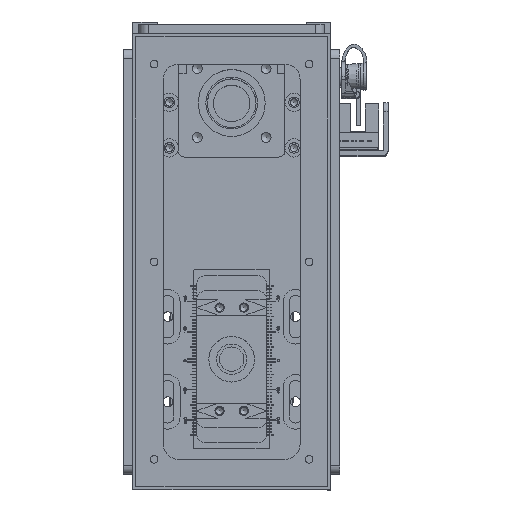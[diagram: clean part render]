
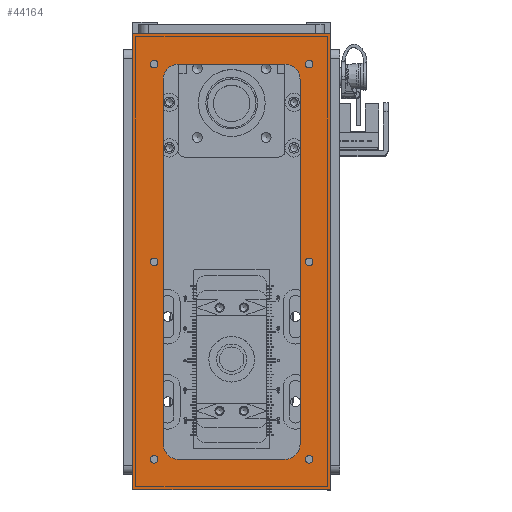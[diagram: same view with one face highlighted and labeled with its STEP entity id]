
A CAD part, top view. The second image highlights one B-rep face of the part: STEP entity #44164.
In plain terms, the highlighted planar face has unit normal (0, 0, 1).
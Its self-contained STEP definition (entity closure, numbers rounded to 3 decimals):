
#1459=FACE_BOUND('',#8434,.T.);
#1460=FACE_BOUND('',#8435,.T.);
#1461=FACE_BOUND('',#8436,.T.);
#1462=FACE_BOUND('',#8437,.T.);
#1463=FACE_BOUND('',#8438,.T.);
#1464=FACE_BOUND('',#8439,.T.);
#1465=FACE_BOUND('',#8440,.T.);
#3010=PLANE('',#47977);
#5773=FACE_OUTER_BOUND('',#8433,.T.);
#8433=EDGE_LOOP('',(#41689,#41690,#41691,#41692));
#8434=EDGE_LOOP('',(#41693));
#8435=EDGE_LOOP('',(#41694));
#8436=EDGE_LOOP('',(#41695));
#8437=EDGE_LOOP('',(#41696));
#8438=EDGE_LOOP('',(#41697));
#8439=EDGE_LOOP('',(#41698));
#8440=EDGE_LOOP('',(#41699,#41700,#41701,#41702,#41703,#41704,#41705,#41706));
#13092=LINE('',#73955,#17871);
#13098=LINE('',#73970,#17877);
#13102=LINE('',#73982,#17881);
#13105=LINE('',#73991,#17884);
#13214=LINE('',#74356,#17993);
#13218=LINE('',#74364,#17997);
#13221=LINE('',#74370,#18000);
#13224=LINE('',#74375,#18003);
#17871=VECTOR('',#59218,10.);
#17877=VECTOR('',#59232,10.);
#17881=VECTOR('',#59244,10.);
#17884=VECTOR('',#59255,10.);
#17993=VECTOR('',#59632,10.);
#17997=VECTOR('',#59638,10.);
#18000=VECTOR('',#59643,10.);
#18003=VECTOR('',#59648,10.);
#19094=CIRCLE('',#47824,5.);
#19096=CIRCLE('',#47828,5.);
#19098=CIRCLE('',#47832,5.);
#19100=CIRCLE('',#47836,5.);
#19114=CIRCLE('',#47858,1.23);
#19116=CIRCLE('',#47861,1.23);
#19118=CIRCLE('',#47864,1.23);
#19120=CIRCLE('',#47867,1.23);
#19122=CIRCLE('',#47870,1.23);
#19124=CIRCLE('',#47873,1.23);
#23115=VERTEX_POINT('',#73945);
#23116=VERTEX_POINT('',#73946);
#23119=VERTEX_POINT('',#73954);
#23121=VERTEX_POINT('',#73960);
#23122=VERTEX_POINT('',#73961);
#23125=VERTEX_POINT('',#73972);
#23126=VERTEX_POINT('',#73973);
#23129=VERTEX_POINT('',#73984);
#23143=VERTEX_POINT('',#74029);
#23145=VERTEX_POINT('',#74035);
#23147=VERTEX_POINT('',#74041);
#23149=VERTEX_POINT('',#74047);
#23151=VERTEX_POINT('',#74053);
#23153=VERTEX_POINT('',#74059);
#23251=VERTEX_POINT('',#74354);
#23252=VERTEX_POINT('',#74355);
#23255=VERTEX_POINT('',#74363);
#23257=VERTEX_POINT('',#74369);
#29197=EDGE_CURVE('',#23115,#23116,#19094,.T.);
#29201=EDGE_CURVE('',#23119,#23116,#13092,.T.);
#29204=EDGE_CURVE('',#23121,#23122,#19096,.T.);
#29209=EDGE_CURVE('',#23115,#23122,#13098,.T.);
#29210=EDGE_CURVE('',#23125,#23126,#19098,.T.);
#29215=EDGE_CURVE('',#23121,#23126,#13102,.T.);
#29216=EDGE_CURVE('',#23119,#23129,#19100,.T.);
#29220=EDGE_CURVE('',#23125,#23129,#13105,.T.);
#29239=EDGE_CURVE('',#23143,#23143,#19114,.T.);
#29242=EDGE_CURVE('',#23145,#23145,#19116,.T.);
#29245=EDGE_CURVE('',#23147,#23147,#19118,.T.);
#29248=EDGE_CURVE('',#23149,#23149,#19120,.T.);
#29251=EDGE_CURVE('',#23151,#23151,#19122,.T.);
#29254=EDGE_CURVE('',#23153,#23153,#19124,.T.);
#29401=EDGE_CURVE('',#23251,#23252,#13214,.T.);
#29405=EDGE_CURVE('',#23255,#23251,#13218,.T.);
#29408=EDGE_CURVE('',#23257,#23255,#13221,.T.);
#29411=EDGE_CURVE('',#23252,#23257,#13224,.T.);
#41689=ORIENTED_EDGE('',*,*,#29411,.F.);
#41690=ORIENTED_EDGE('',*,*,#29401,.F.);
#41691=ORIENTED_EDGE('',*,*,#29405,.F.);
#41692=ORIENTED_EDGE('',*,*,#29408,.F.);
#41693=ORIENTED_EDGE('',*,*,#29239,.T.);
#41694=ORIENTED_EDGE('',*,*,#29242,.T.);
#41695=ORIENTED_EDGE('',*,*,#29245,.T.);
#41696=ORIENTED_EDGE('',*,*,#29248,.T.);
#41697=ORIENTED_EDGE('',*,*,#29251,.T.);
#41698=ORIENTED_EDGE('',*,*,#29254,.T.);
#41699=ORIENTED_EDGE('',*,*,#29201,.T.);
#41700=ORIENTED_EDGE('',*,*,#29197,.F.);
#41701=ORIENTED_EDGE('',*,*,#29209,.T.);
#41702=ORIENTED_EDGE('',*,*,#29204,.F.);
#41703=ORIENTED_EDGE('',*,*,#29215,.T.);
#41704=ORIENTED_EDGE('',*,*,#29210,.F.);
#41705=ORIENTED_EDGE('',*,*,#29220,.T.);
#41706=ORIENTED_EDGE('',*,*,#29216,.F.);
#44164=ADVANCED_FACE('',(#5773,#1459,#1460,#1461,#1462,#1463,#1464,#1465),
#3010,.T.);
#47824=AXIS2_PLACEMENT_3D('',#73947,#59210,#59211);
#47828=AXIS2_PLACEMENT_3D('',#73962,#59223,#59224);
#47832=AXIS2_PLACEMENT_3D('',#73974,#59235,#59236);
#47836=AXIS2_PLACEMENT_3D('',#73985,#59247,#59248);
#47858=AXIS2_PLACEMENT_3D('',#74030,#59300,#59301);
#47861=AXIS2_PLACEMENT_3D('',#74036,#59307,#59308);
#47864=AXIS2_PLACEMENT_3D('',#74042,#59314,#59315);
#47867=AXIS2_PLACEMENT_3D('',#74048,#59321,#59322);
#47870=AXIS2_PLACEMENT_3D('',#74054,#59328,#59329);
#47873=AXIS2_PLACEMENT_3D('',#74060,#59335,#59336);
#47977=AXIS2_PLACEMENT_3D('',#74378,#59652,#59653);
#59210=DIRECTION('center_axis',(0.,0.,1.));
#59211=DIRECTION('ref_axis',(0.707,0.707,0.));
#59218=DIRECTION('',(1.,0.,0.));
#59223=DIRECTION('center_axis',(0.,0.,1.));
#59224=DIRECTION('ref_axis',(0.707,-0.707,0.));
#59232=DIRECTION('',(0.,-1.,0.));
#59235=DIRECTION('center_axis',(0.,0.,1.));
#59236=DIRECTION('ref_axis',(-0.707,-0.707,0.));
#59244=DIRECTION('',(-1.,0.,0.));
#59247=DIRECTION('center_axis',(0.,0.,1.));
#59248=DIRECTION('ref_axis',(-0.707,0.707,0.));
#59255=DIRECTION('',(0.,1.,0.));
#59300=DIRECTION('center_axis',(0.,0.,-1.));
#59301=DIRECTION('ref_axis',(1.,0.,0.));
#59307=DIRECTION('center_axis',(0.,0.,-1.));
#59308=DIRECTION('ref_axis',(1.,0.,0.));
#59314=DIRECTION('center_axis',(0.,0.,-1.));
#59315=DIRECTION('ref_axis',(1.,0.,0.));
#59321=DIRECTION('center_axis',(0.,0.,-1.));
#59322=DIRECTION('ref_axis',(1.,0.,0.));
#59328=DIRECTION('center_axis',(0.,0.,-1.));
#59329=DIRECTION('ref_axis',(1.,0.,0.));
#59335=DIRECTION('center_axis',(0.,0.,-1.));
#59336=DIRECTION('ref_axis',(1.,0.,0.));
#59632=DIRECTION('',(0.,1.,0.));
#59638=DIRECTION('',(-1.,0.,0.));
#59643=DIRECTION('',(0.,-1.,0.));
#59648=DIRECTION('',(1.,0.,0.));
#59652=DIRECTION('center_axis',(0.,0.,1.));
#59653=DIRECTION('ref_axis',(1.,0.,0.));
#73945=CARTESIAN_POINT('',(65.,17.5,0.));
#73946=CARTESIAN_POINT('',(60.,22.5,0.));
#73947=CARTESIAN_POINT('Origin',(60.,17.5,0.));
#73954=CARTESIAN_POINT('',(-60.,22.5,0.));
#73955=CARTESIAN_POINT('',(-32.5,22.5,0.));
#73960=CARTESIAN_POINT('',(60.,-22.5,0.));
#73961=CARTESIAN_POINT('',(65.,-17.5,0.));
#73962=CARTESIAN_POINT('Origin',(60.,-17.5,0.));
#73970=CARTESIAN_POINT('',(65.,11.25,0.));
#73972=CARTESIAN_POINT('',(-65.,-17.5,0.));
#73973=CARTESIAN_POINT('',(-60.,-22.5,0.));
#73974=CARTESIAN_POINT('Origin',(-60.,-17.5,0.));
#73982=CARTESIAN_POINT('',(32.5,-22.5,0.));
#73984=CARTESIAN_POINT('',(-65.,17.5,0.));
#73985=CARTESIAN_POINT('Origin',(-60.,17.5,0.));
#73991=CARTESIAN_POINT('',(-65.,-11.25,0.));
#74029=CARTESIAN_POINT('',(-1.23,25.5,0.));
#74030=CARTESIAN_POINT('Origin',(0.,25.5,0.));
#74035=CARTESIAN_POINT('',(63.771,-25.5,0.));
#74036=CARTESIAN_POINT('Origin',(65.,-25.5,0.));
#74041=CARTESIAN_POINT('',(-66.23,25.5,0.));
#74042=CARTESIAN_POINT('Origin',(-65.,25.5,0.));
#74047=CARTESIAN_POINT('',(-66.23,-25.5,0.));
#74048=CARTESIAN_POINT('Origin',(-65.,-25.5,0.));
#74053=CARTESIAN_POINT('',(63.771,25.5,0.));
#74054=CARTESIAN_POINT('Origin',(65.,25.5,0.));
#74059=CARTESIAN_POINT('',(-1.23,-25.5,0.));
#74060=CARTESIAN_POINT('Origin',(0.,-25.5,0.));
#74354=CARTESIAN_POINT('',(-75.,-32.5,0.));
#74355=CARTESIAN_POINT('',(-75.,32.5,0.));
#74356=CARTESIAN_POINT('',(-75.,-32.5,0.));
#74363=CARTESIAN_POINT('',(75.,-32.5,0.));
#74364=CARTESIAN_POINT('',(75.,-32.5,0.));
#74369=CARTESIAN_POINT('',(75.,32.5,0.));
#74370=CARTESIAN_POINT('',(75.,32.5,0.));
#74375=CARTESIAN_POINT('',(-75.,32.5,0.));
#74378=CARTESIAN_POINT('Origin',(0.,0.,0.));
